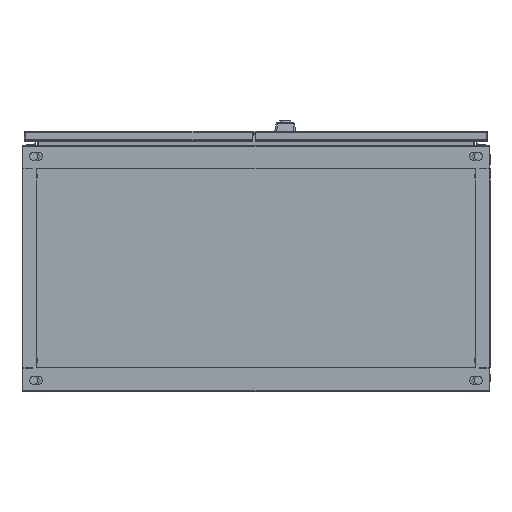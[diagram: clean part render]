
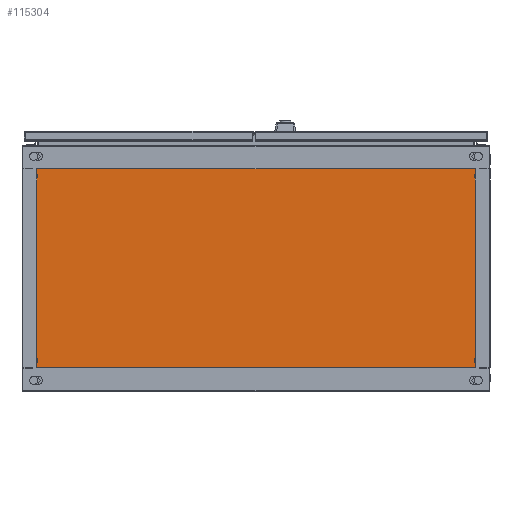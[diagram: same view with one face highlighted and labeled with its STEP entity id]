
A CAD part, front view. The second image highlights one B-rep face of the part: STEP entity #115304.
In plain terms, the highlighted planar face has unit normal (0, -1, 0).
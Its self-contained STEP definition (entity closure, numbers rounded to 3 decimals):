
#9688 = PLANE ( 'NONE',  #130225 ) ;
#9861 = VERTEX_POINT ( 'NONE', #86698 ) ;
#20873 = ORIENTED_EDGE ( 'NONE', *, *, #135252, .F. ) ;
#33758 = CARTESIAN_POINT ( 'NONE',  ( -375., 1999., -170. ) ) ;
#33815 = EDGE_LOOP ( 'NONE', ( #20873, #50417, #52284, #134384 ) ) ;
#41504 = VERTEX_POINT ( 'NONE', #138305 ) ;
#50417 = ORIENTED_EDGE ( 'NONE', *, *, #77263, .F. ) ;
#50471 = LINE ( 'NONE', #129090, #94826 ) ;
#52284 = ORIENTED_EDGE ( 'NONE', *, *, #165211, .F. ) ;
#56988 = CARTESIAN_POINT ( 'NONE',  ( -375., 1999., -170. ) ) ;
#61095 = VERTEX_POINT ( 'NONE', #166986 ) ;
#72747 = LINE ( 'NONE', #126906, #88891 ) ;
#77263 = EDGE_CURVE ( 'NONE', #61095, #85557, #152615, .T. ) ;
#82404 = DIRECTION ( 'NONE',  ( 0., 1., 0. ) ) ;
#83467 = DIRECTION ( 'NONE',  ( 0., 0., 1. ) ) ;
#84569 = EDGE_CURVE ( 'NONE', #9861, #41504, #72747, .T. ) ;
#85557 = VERTEX_POINT ( 'NONE', #87660 ) ;
#86698 = CARTESIAN_POINT ( 'NONE',  ( -375., 1999., 170. ) ) ;
#87660 = CARTESIAN_POINT ( 'NONE',  ( -375., 1999., -170. ) ) ;
#88891 = VECTOR ( 'NONE', #141040, 1000. ) ;
#94826 = VECTOR ( 'NONE', #166378, 1000. ) ;
#115304 = ADVANCED_FACE ( 'NONE', ( #133083 ), #9688, .F. ) ;
#122683 = VECTOR ( 'NONE', #83467, 1000. ) ;
#125793 = DIRECTION ( 'NONE',  ( 0., 0., 1. ) ) ;
#126906 = CARTESIAN_POINT ( 'NONE',  ( -375., 1999., 170. ) ) ;
#129090 = CARTESIAN_POINT ( 'NONE',  ( 375., 1999., -170. ) ) ;
#130225 = AXIS2_PLACEMENT_3D ( 'NONE', #159680, #82404, #125793 ) ;
#133083 = FACE_OUTER_BOUND ( 'NONE', #33815, .T. ) ;
#134384 = ORIENTED_EDGE ( 'NONE', *, *, #84569, .F. ) ;
#135252 = EDGE_CURVE ( 'NONE', #85557, #9861, #159136, .T. ) ;
#138305 = CARTESIAN_POINT ( 'NONE',  ( 375., 1999., 170. ) ) ;
#140482 = VECTOR ( 'NONE', #161813, 1000. ) ;
#141040 = DIRECTION ( 'NONE',  ( 1., 0., 0. ) ) ;
#152615 = LINE ( 'NONE', #33758, #140482 ) ;
#159136 = LINE ( 'NONE', #56988, #122683 ) ;
#159680 = CARTESIAN_POINT ( 'NONE',  ( 0., 1999., 0. ) ) ;
#161813 = DIRECTION ( 'NONE',  ( -1., 0., 0. ) ) ;
#165211 = EDGE_CURVE ( 'NONE', #41504, #61095, #50471, .T. ) ;
#166378 = DIRECTION ( 'NONE',  ( 0., 0., -1. ) ) ;
#166986 = CARTESIAN_POINT ( 'NONE',  ( 375., 1999., -170. ) ) ;
